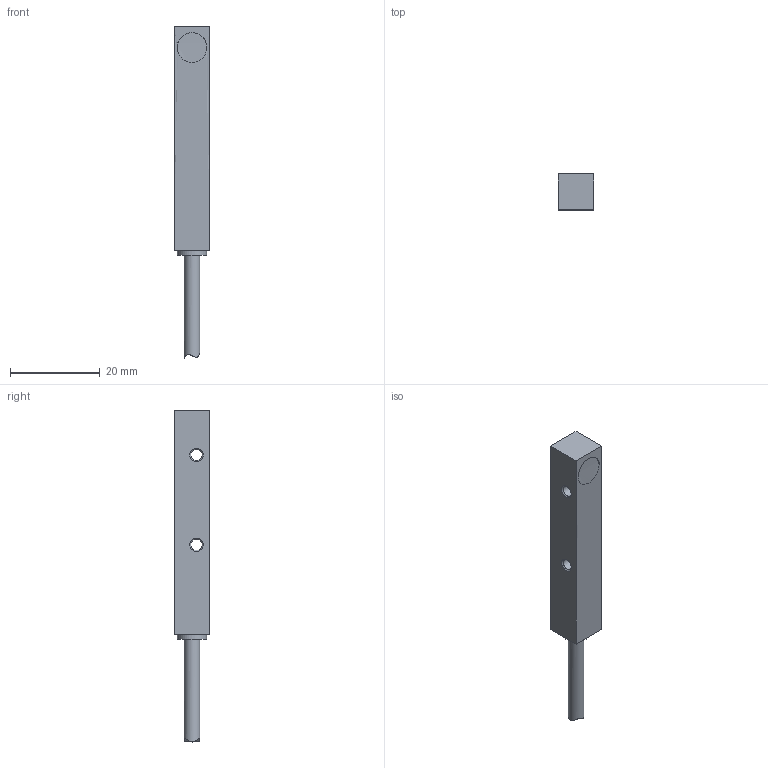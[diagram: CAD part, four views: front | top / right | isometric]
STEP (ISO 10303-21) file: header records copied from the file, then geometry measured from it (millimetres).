
FILE_DESCRIPTION (( 'STEP AP214' ), '1' );
FILE_NAME ('DW-AD-509-C8-39x.STEP', '2019-09-11T17:00:30', ( '' ), ( '' ), 'SwSTEP 2.0', 'SolidWorks 2018', '' );
FILE_SCHEMA (( 'AUTOMOTIVE_DESIGN' ));
Length unit declared in the file: inch
Products named in the file (1): DW-AD-509-C8-39x
Bounding box: 8 x 8 x 73.92 mm (x, y, z)
Volume: 3428.3 mm3; surface area: 2309.6 mm2
Topology: 4 solids, 4 shells, 25 faces, 50 edges, 34 vertices
Faces by surface type: plane 12, cylinder 7, cone 4, bspline 2
Full cylindrical faces by diameter (mm): 2.5 x2, 3.5 x3, 6.5 x2
Entity records: 789 total; most frequent: CARTESIAN_POINT 273, DIRECTION 82, ORIENTED_EDGE 68, EDGE_LOOP 45, AXIS2_PLACEMENT_3D 41, EDGE_CURVE 34, FACE_OUTER_BOUND 32, VERTEX_POINT 29
